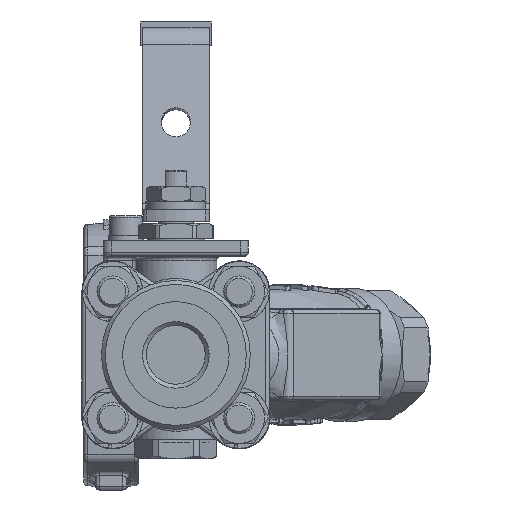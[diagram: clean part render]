
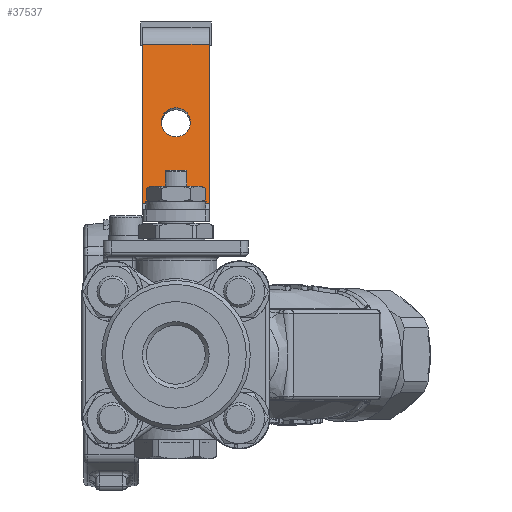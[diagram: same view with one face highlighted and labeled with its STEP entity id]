
A CAD part, left-side view. The second image highlights one B-rep face of the part: STEP entity #37537.
In plain terms, the highlighted planar face has unit normal (-0.985, 0, 0.174).
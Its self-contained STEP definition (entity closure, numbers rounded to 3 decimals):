
#3683=FACE_BOUND('',#7709,.T.);
#4026=PLANE('',#40595);
#5367=FACE_OUTER_BOUND('',#7708,.T.);
#7708=EDGE_LOOP('',(#27949,#27950,#27951,#27952));
#7709=EDGE_LOOP('',(#27953));
#9995=LINE('',#62658,#11893);
#10000=LINE('',#62675,#11898);
#10019=LINE('',#62731,#11917);
#10020=LINE('',#62732,#11918);
#11893=VECTOR('',#46927,10.);
#11898=VECTOR('',#46944,10.);
#11917=VECTOR('',#47003,10.);
#11918=VECTOR('',#47004,10.);
#13996=CIRCLE('',#40573,3.75);
#16275=VERTEX_POINT('',#62655);
#16276=VERTEX_POINT('',#62657);
#16279=VERTEX_POINT('',#62665);
#16282=VERTEX_POINT('',#62674);
#16299=VERTEX_POINT('',#62730);
#20536=EDGE_CURVE('',#16275,#16276,#9995,.T.);
#20541=EDGE_CURVE('',#16279,#16279,#13996,.T.);
#20545=EDGE_CURVE('',#16276,#16282,#10000,.T.);
#20573=EDGE_CURVE('',#16282,#16299,#10019,.T.);
#20574=EDGE_CURVE('',#16299,#16275,#10020,.T.);
#27949=ORIENTED_EDGE('',*,*,#20573,.F.);
#27950=ORIENTED_EDGE('',*,*,#20545,.F.);
#27951=ORIENTED_EDGE('',*,*,#20536,.F.);
#27952=ORIENTED_EDGE('',*,*,#20574,.F.);
#27953=ORIENTED_EDGE('',*,*,#20541,.T.);
#37537=ADVANCED_FACE('',(#5367,#3683),#4026,.T.);
#40573=AXIS2_PLACEMENT_3D('',#62667,#46936,#46937);
#40595=AXIS2_PLACEMENT_3D('',#62729,#47001,#47002);
#46927=DIRECTION('',(0.,-1.,0.));
#46936=DIRECTION('center_axis',(0.985,0.,
-0.174));
#46937=DIRECTION('ref_axis',(-0.174,0.,-0.985));
#46944=DIRECTION('',(-0.174,0.,-0.985));
#47001=DIRECTION('center_axis',(-0.985,0.,
0.174));
#47002=DIRECTION('ref_axis',(0.174,0.,0.985));
#47003=DIRECTION('',(0.,1.,0.));
#47004=DIRECTION('',(0.174,0.,0.985));
#62655=CARTESIAN_POINT('',(-159.433,27.333,77.851));
#62657=CARTESIAN_POINT('',(-159.433,10.333,77.851));
#62658=CARTESIAN_POINT('',(-159.433,18.833,77.851));
#62665=CARTESIAN_POINT('',(-162.303,18.833,61.576));
#62667=CARTESIAN_POINT('Origin',(-162.954,18.833,57.883));
#62674=CARTESIAN_POINT('',(-166.594,10.333,37.236));
#62675=CARTESIAN_POINT('',(-166.886,10.333,35.583));
#62729=CARTESIAN_POINT('Origin',(-166.886,18.833,35.583));
#62730=CARTESIAN_POINT('',(-166.594,27.333,37.236));
#62731=CARTESIAN_POINT('',(-166.594,18.833,37.236));
#62732=CARTESIAN_POINT('',(-166.886,27.333,35.583));
